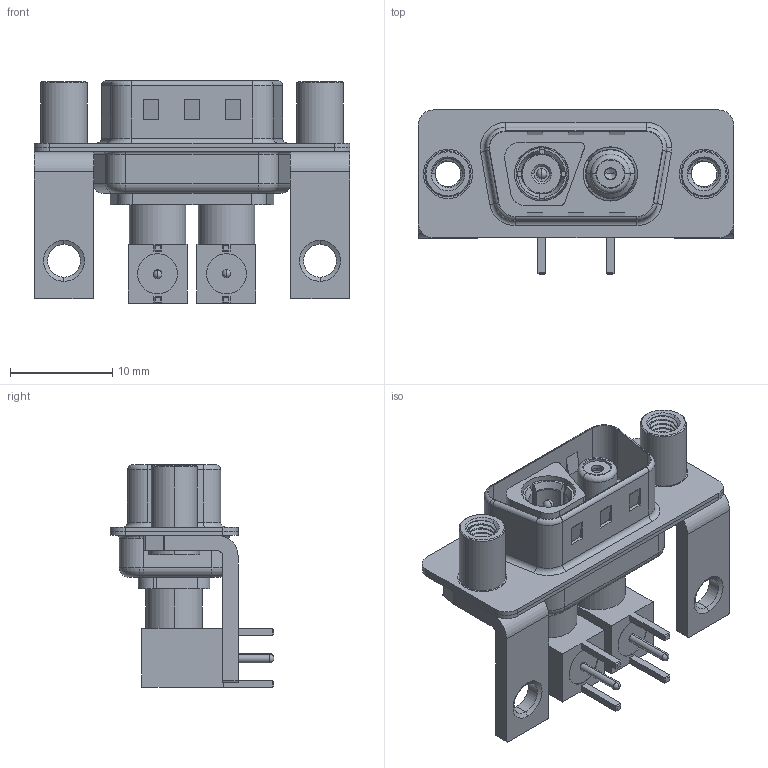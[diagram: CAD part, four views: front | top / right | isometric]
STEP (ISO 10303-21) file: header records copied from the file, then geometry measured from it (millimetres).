
FILE_DESCRIPTION (( 'STEP AP203' ), '1' );
FILE_NAME ('629-2WK2240-7N6.STEP', '2022-05-04T23:38:31', ( '' ), ( '' ), 'SwSTEP 2.0', 'SolidWorks 2020', '' );
FILE_SCHEMA (( 'CONFIG_CONTROL_DESIGN' ));
Length unit declared in the file: millimetre
Products named in the file (18): 629Combo Shell Front_09 Contacts; Insulator RA Pin; 629-2WK2240-7N6; Insulator Socket 2; Locking Collar; Insulator Socket; 629Combo Shell Rear_09 Contacts; Socket_RA; Pin_RA; 629Combo Housing_2WK2; Co-Ax Plug Assy_RA; 629Combo Threaded Standoff_D; 629Combo Stabilizer Bracket; RA Back Shell; Co-Ax Jack_RA PC Tail; Co-Ax Plug_RA PC Tail; Insulator Pin_Straight PC Tail; Co-Ax Jack Assy_RA
Assembly tree (22 placements, depth 3):
  629-2WK2240-7N6
    629Combo Housing_2WK2
    629Combo Shell Rear_09 Contacts
    629Combo Shell Front_09 Contacts
    629Combo Stabilizer Bracket  x2
    629Combo Threaded Standoff_D  x2
    Co-Ax Plug Assy_RA
      Co-Ax Plug_RA PC Tail
      Insulator Pin_Straight PC Tail
      Pin_RA
      Locking Collar
      RA Back Shell
      Insulator RA Pin
    Co-Ax Jack Assy_RA
      Co-Ax Jack_RA PC Tail
      Insulator Socket
      Insulator Socket 2
      Locking Collar
      Socket_RA
      RA Back Shell
      Insulator RA Pin
Bounding box: 30.8 x 16 x 21.71 mm (x, y, z)
Volume: 2377 mm3; surface area: 6524 mm2
Topology: 20 solids, 20 shells, 732 faces, 1800 edges, 1134 vertices
Faces by surface type: cylinder 338, plane 258, torus 62, cone 60, bspline 8, sphere 6
Entity records: 21884 total; most frequent: CARTESIAN_POINT 5634, DIRECTION 3153, ORIENTED_EDGE 2862, EDGE_CURVE 1431, AXIS2_PLACEMENT_3D 1230, VERTEX_POINT 908, LINE 693, VECTOR 693
